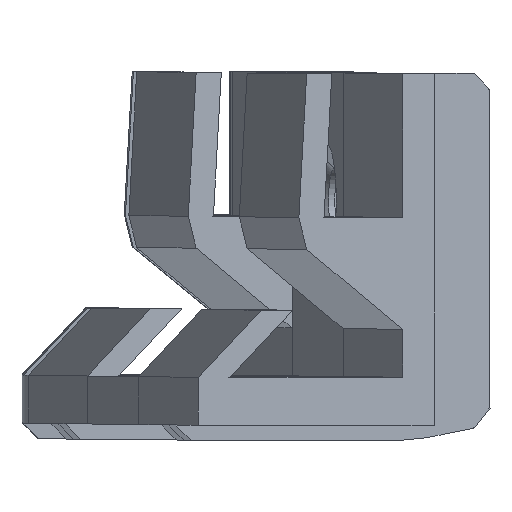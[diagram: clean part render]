
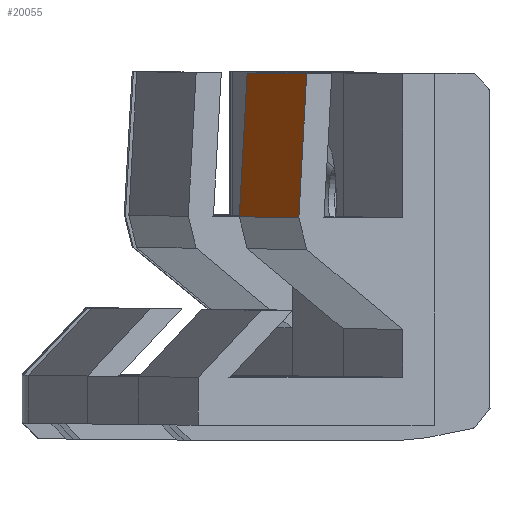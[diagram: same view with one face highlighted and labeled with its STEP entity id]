
A CAD part, left-side view. The second image highlights one B-rep face of the part: STEP entity #20055.
In plain terms, the highlighted face is planar.
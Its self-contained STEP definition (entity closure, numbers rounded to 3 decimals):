
#18160 = PLANE('',#18161);
#18161 = AXIS2_PLACEMENT_3D('',#18162,#18163,#18164);
#18162 = CARTESIAN_POINT('',(-10.5,5.766,9.503));
#18163 = DIRECTION('',(-1.,0.,0.));
#18164 = DIRECTION('',(0.,0.,1.));
#18594 = PLANE('',#18595);
#18595 = AXIS2_PLACEMENT_3D('',#18596,#18597,#18598);
#18596 = CARTESIAN_POINT('',(10.5,5.766,9.503));
#18597 = DIRECTION('',(-1.,0.,0.));
#18598 = DIRECTION('',(0.,0.,1.));
#18854 = VERTEX_POINT('',#18855);
#18855 = CARTESIAN_POINT('',(-10.5,8.1,22.));
#18869 = PLANE('',#18870);
#18870 = AXIS2_PLACEMENT_3D('',#18871,#18872,#18873);
#18871 = CARTESIAN_POINT('',(0.,6.5,22.));
#18872 = DIRECTION('',(0.,0.,-1.));
#18873 = DIRECTION('',(0.,1.,0.));
#18881 = EDGE_CURVE('',#18854,#18882,#18884,.T.);
#18882 = VERTEX_POINT('',#18883);
#18883 = CARTESIAN_POINT('',(-10.5,8.6,13.));
#18884 = SURFACE_CURVE('',#18885,(#18889,#18896),.PCURVE_S1.);
#18885 = LINE('',#18886,#18887);
#18886 = CARTESIAN_POINT('',(-10.5,8.1,22.));
#18887 = VECTOR('',#18888,1.);
#18888 = DIRECTION('',(0.,0.055,-0.998));
#18889 = PCURVE('',#18160,#18890);
#18890 = DEFINITIONAL_REPRESENTATION('',(#18891),#18895);
#18891 = LINE('',#18892,#18893);
#18892 = CARTESIAN_POINT('',(12.497,2.334));
#18893 = VECTOR('',#18894,1.);
#18894 = DIRECTION('',(-0.998,0.055));
#18895 = ( GEOMETRIC_REPRESENTATION_CONTEXT(2) 
PARAMETRIC_REPRESENTATION_CONTEXT() REPRESENTATION_CONTEXT('2D SPACE',''
  ) );
#18896 = PCURVE('',#18897,#18902);
#18897 = PLANE('',#18898);
#18898 = AXIS2_PLACEMENT_3D('',#18899,#18900,#18901);
#18899 = CARTESIAN_POINT('',(0.,8.1,22.));
#18900 = DIRECTION('',(-0.,-0.998,-0.055));
#18901 = DIRECTION('',(0.,0.055,-0.998));
#18902 = DEFINITIONAL_REPRESENTATION('',(#18903),#18907);
#18903 = LINE('',#18904,#18905);
#18904 = CARTESIAN_POINT('',(0.,-10.5));
#18905 = VECTOR('',#18906,1.);
#18906 = DIRECTION('',(1.,0.));
#18907 = ( GEOMETRIC_REPRESENTATION_CONTEXT(2) 
PARAMETRIC_REPRESENTATION_CONTEXT() REPRESENTATION_CONTEXT('2D SPACE',''
  ) );
#18925 = PLANE('',#18926);
#18926 = AXIS2_PLACEMENT_3D('',#18927,#18928,#18929);
#18927 = CARTESIAN_POINT('',(0.,8.6,13.));
#18928 = DIRECTION('',(0.,-0.97,0.243));
#18929 = DIRECTION('',(-0.,-0.243,-0.97));
#19700 = VERTEX_POINT('',#19701);
#19701 = CARTESIAN_POINT('',(10.5,8.1,22.));
#19722 = EDGE_CURVE('',#19700,#19723,#19725,.T.);
#19723 = VERTEX_POINT('',#19724);
#19724 = CARTESIAN_POINT('',(10.5,8.6,13.));
#19725 = SURFACE_CURVE('',#19726,(#19730,#19737),.PCURVE_S1.);
#19726 = LINE('',#19727,#19728);
#19727 = CARTESIAN_POINT('',(10.5,8.1,22.));
#19728 = VECTOR('',#19729,1.);
#19729 = DIRECTION('',(0.,0.055,-0.998));
#19730 = PCURVE('',#18594,#19731);
#19731 = DEFINITIONAL_REPRESENTATION('',(#19732),#19736);
#19732 = LINE('',#19733,#19734);
#19733 = CARTESIAN_POINT('',(12.497,2.334));
#19734 = VECTOR('',#19735,1.);
#19735 = DIRECTION('',(-0.998,0.055));
#19736 = ( GEOMETRIC_REPRESENTATION_CONTEXT(2) 
PARAMETRIC_REPRESENTATION_CONTEXT() REPRESENTATION_CONTEXT('2D SPACE',''
  ) );
#19737 = PCURVE('',#18897,#19738);
#19738 = DEFINITIONAL_REPRESENTATION('',(#19739),#19743);
#19739 = LINE('',#19740,#19741);
#19740 = CARTESIAN_POINT('',(0.,10.5));
#19741 = VECTOR('',#19742,1.);
#19742 = DIRECTION('',(1.,0.));
#19743 = ( GEOMETRIC_REPRESENTATION_CONTEXT(2) 
PARAMETRIC_REPRESENTATION_CONTEXT() REPRESENTATION_CONTEXT('2D SPACE',''
  ) );
#20033 = EDGE_CURVE('',#19700,#18854,#20034,.T.);
#20034 = SURFACE_CURVE('',#20035,(#20039,#20046),.PCURVE_S1.);
#20035 = LINE('',#20036,#20037);
#20036 = CARTESIAN_POINT('',(10.5,8.1,22.));
#20037 = VECTOR('',#20038,1.);
#20038 = DIRECTION('',(-1.,0.,0.));
#20039 = PCURVE('',#18869,#20040);
#20040 = DEFINITIONAL_REPRESENTATION('',(#20041),#20045);
#20041 = LINE('',#20042,#20043);
#20042 = CARTESIAN_POINT('',(1.6,10.5));
#20043 = VECTOR('',#20044,1.);
#20044 = DIRECTION('',(0.,-1.));
#20045 = ( GEOMETRIC_REPRESENTATION_CONTEXT(2) 
PARAMETRIC_REPRESENTATION_CONTEXT() REPRESENTATION_CONTEXT('2D SPACE',''
  ) );
#20046 = PCURVE('',#18897,#20047);
#20047 = DEFINITIONAL_REPRESENTATION('',(#20048),#20052);
#20048 = LINE('',#20049,#20050);
#20049 = CARTESIAN_POINT('',(0.,10.5));
#20050 = VECTOR('',#20051,1.);
#20051 = DIRECTION('',(0.,-1.));
#20052 = ( GEOMETRIC_REPRESENTATION_CONTEXT(2) 
PARAMETRIC_REPRESENTATION_CONTEXT() REPRESENTATION_CONTEXT('2D SPACE',''
  ) );
#20055 = ADVANCED_FACE('',(#20056),#18897,.F.);
#20056 = FACE_BOUND('',#20057,.F.);
#20057 = EDGE_LOOP('',(#20058,#20059,#20080,#20081));
#20058 = ORIENTED_EDGE('',*,*,#18881,.T.);
#20059 = ORIENTED_EDGE('',*,*,#20060,.F.);
#20060 = EDGE_CURVE('',#19723,#18882,#20061,.T.);
#20061 = SURFACE_CURVE('',#20062,(#20066,#20073),.PCURVE_S1.);
#20062 = LINE('',#20063,#20064);
#20063 = CARTESIAN_POINT('',(10.5,8.6,13.));
#20064 = VECTOR('',#20065,1.);
#20065 = DIRECTION('',(-1.,0.,0.));
#20066 = PCURVE('',#18897,#20067);
#20067 = DEFINITIONAL_REPRESENTATION('',(#20068),#20072);
#20068 = LINE('',#20069,#20070);
#20069 = CARTESIAN_POINT('',(9.014,10.5));
#20070 = VECTOR('',#20071,1.);
#20071 = DIRECTION('',(0.,-1.));
#20072 = ( GEOMETRIC_REPRESENTATION_CONTEXT(2) 
PARAMETRIC_REPRESENTATION_CONTEXT() REPRESENTATION_CONTEXT('2D SPACE',''
  ) );
#20073 = PCURVE('',#18925,#20074);
#20074 = DEFINITIONAL_REPRESENTATION('',(#20075),#20079);
#20075 = LINE('',#20076,#20077);
#20076 = CARTESIAN_POINT('',(-0.,10.5));
#20077 = VECTOR('',#20078,1.);
#20078 = DIRECTION('',(0.,-1.));
#20079 = ( GEOMETRIC_REPRESENTATION_CONTEXT(2) 
PARAMETRIC_REPRESENTATION_CONTEXT() REPRESENTATION_CONTEXT('2D SPACE',''
  ) );
#20080 = ORIENTED_EDGE('',*,*,#19722,.F.);
#20081 = ORIENTED_EDGE('',*,*,#20033,.T.);
